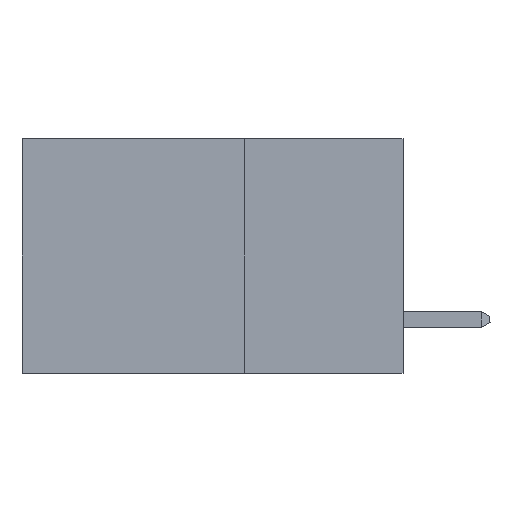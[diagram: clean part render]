
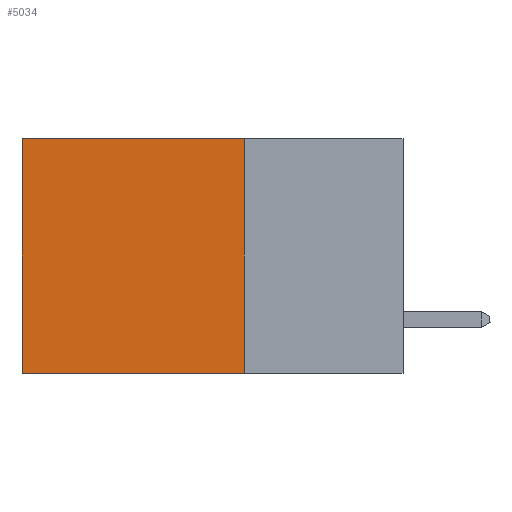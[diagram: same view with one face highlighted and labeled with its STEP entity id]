
A CAD part, left-side view. The second image highlights one B-rep face of the part: STEP entity #5034.
In plain terms, the highlighted planar face has unit normal (-1, 0, 0).
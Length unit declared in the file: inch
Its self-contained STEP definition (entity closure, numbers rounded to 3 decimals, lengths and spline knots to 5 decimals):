
#953 = VECTOR ( 'NONE', #18674, 39.37008 ) ;
#3423 = CARTESIAN_POINT ( 'NONE',  ( 0.2875, 0.25, 0. ) ) ;
#3539 = DIRECTION ( 'NONE',  ( 0., 0., -1. ) ) ;
#3912 = EDGE_LOOP ( 'NONE', ( #6495, #40429, #26378, #16384 ) ) ;
#4464 = VECTOR ( 'NONE', #34324, 39.37008 ) ;
#5034 = ADVANCED_FACE ( 'NONE', ( #47321 ), #5520, .F. ) ;
#5520 = PLANE ( 'NONE',  #18822 ) ;
#6495 = ORIENTED_EDGE ( 'NONE', *, *, #29165, .T. ) ;
#7667 = CARTESIAN_POINT ( 'NONE',  ( 0.2875, 0.25, 0. ) ) ;
#10425 = CARTESIAN_POINT ( 'NONE',  ( 0.2875, 0.25, -0.37 ) ) ;
#14859 = VERTEX_POINT ( 'NONE', #10425 ) ;
#15067 = CARTESIAN_POINT ( 'NONE',  ( 0.2875, 0.6, 0. ) ) ;
#16166 = VERTEX_POINT ( 'NONE', #3423 ) ;
#16384 = ORIENTED_EDGE ( 'NONE', *, *, #27324, .T. ) ;
#18249 = CARTESIAN_POINT ( 'NONE',  ( 0.2875, 0.6, 0. ) ) ;
#18370 = VECTOR ( 'NONE', #3539, 39.37008 ) ;
#18667 = LINE ( 'NONE', #15067, #953 ) ;
#18674 = DIRECTION ( 'NONE',  ( 0., 0., -1. ) ) ;
#18822 = AXIS2_PLACEMENT_3D ( 'NONE', #45475, #36246, #43645 ) ;
#20072 = CARTESIAN_POINT ( 'NONE',  ( 0.2875, 0.6, -0.37 ) ) ;
#22105 = DIRECTION ( 'NONE',  ( 0., 1., 0. ) ) ;
#26378 = ORIENTED_EDGE ( 'NONE', *, *, #36013, .F. ) ;
#27324 = EDGE_CURVE ( 'NONE', #16166, #32112, #30112, .T. ) ;
#29165 = EDGE_CURVE ( 'NONE', #32112, #42581, #18667, .T. ) ;
#30112 = LINE ( 'NONE', #34320, #38918 ) ;
#32112 = VERTEX_POINT ( 'NONE', #18249 ) ;
#34320 = CARTESIAN_POINT ( 'NONE',  ( 0.2875, 0.25, 0. ) ) ;
#34324 = DIRECTION ( 'NONE',  ( 0., 1., 0. ) ) ;
#36013 = EDGE_CURVE ( 'NONE', #16166, #14859, #46663, .T. ) ;
#36246 = DIRECTION ( 'NONE',  ( 1., 0., 0. ) ) ;
#38018 = LINE ( 'NONE', #42218, #4464 ) ;
#38918 = VECTOR ( 'NONE', #22105, 39.37008 ) ;
#40429 = ORIENTED_EDGE ( 'NONE', *, *, #41659, .F. ) ;
#41659 = EDGE_CURVE ( 'NONE', #14859, #42581, #38018, .T. ) ;
#42218 = CARTESIAN_POINT ( 'NONE',  ( 0.2875, 0.25, -0.37 ) ) ;
#42581 = VERTEX_POINT ( 'NONE', #20072 ) ;
#43645 = DIRECTION ( 'NONE',  ( 0., 0., -1. ) ) ;
#45475 = CARTESIAN_POINT ( 'NONE',  ( 0.2875, 0.25, 0. ) ) ;
#46663 = LINE ( 'NONE', #7667, #18370 ) ;
#47321 = FACE_OUTER_BOUND ( 'NONE', #3912, .T. ) ;
